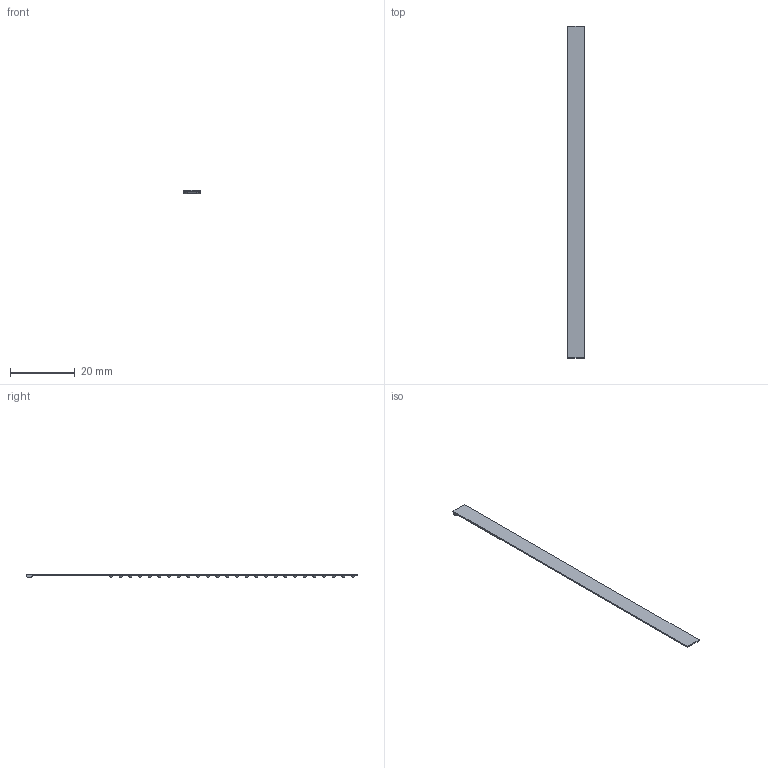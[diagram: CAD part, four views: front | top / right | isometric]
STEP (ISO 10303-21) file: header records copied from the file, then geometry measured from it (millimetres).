
FILE_DESCRIPTION(/* description */ ('STEP AP242','CAx-IF Rec.Pracs.---Representation and Presentation of Product Manufacturing Information (PMI)---4.0---2014-10-13','CAx-IF Rec.Pracs.---3D Tessellated Geometry---0.4---2014-09-14','2;1'),/* implementation_level */ '2;1');
FILE_NAME(/* name */ 'Finger rig v2.1 - Finger flex',/* time_stamp */ '2025-01-30T09:36:52Z',/* author */ (''),/* organization */ (''),/* preprocessor_version */ 'ST-DEVELOPER v20',/* originating_system */ 'ONSHAPE BY PTC INC, 1.192',/* authorisation */ ' ');
FILE_SCHEMA (('AP242_MANAGED_MODEL_BASED_3D_ENGINEERING_MIM_LF { 1 0 10303 442 1 1 4 }'));
Length unit declared in the file: metre
Products named in the file (1): Finger flex
Bounding box: 5 x 102.8 x 1.2 mm (x, y, z)
Volume: 259 mm3; surface area: 1208.4 mm2
Topology: 1 solids, 1 shells, 189 faces, 483 edges, 270 vertices
Faces by surface type: cylinder 80, plane 57, sphere 52
Entity records: 4843 total; most frequent: DIRECTION 919, CARTESIAN_POINT 787, ORIENTED_EDGE 758, EDGE_CURVE 379, AXIS2_PLACEMENT_3D 350, LINE 219, VECTOR 219, VERTEX_POINT 218
